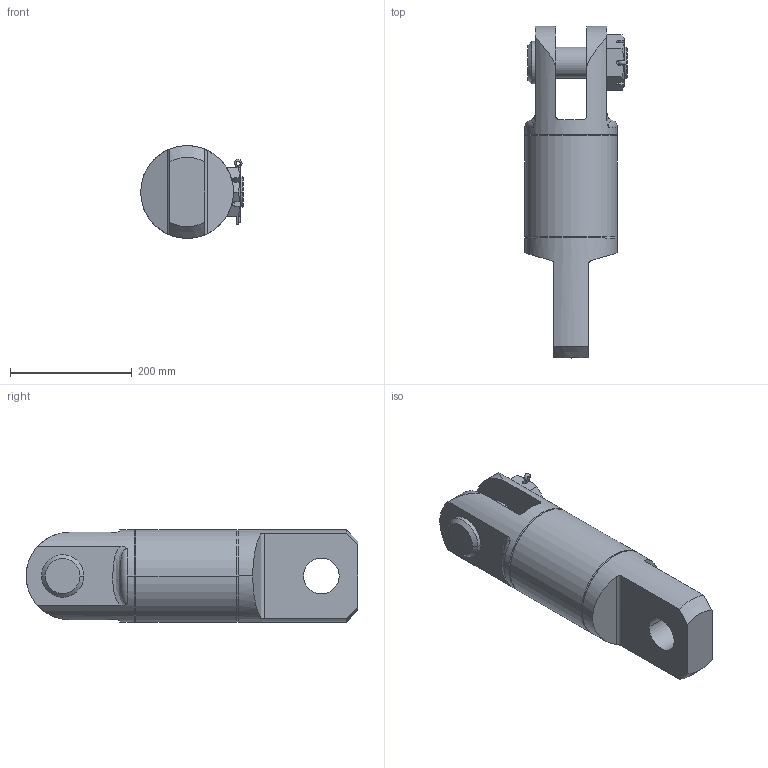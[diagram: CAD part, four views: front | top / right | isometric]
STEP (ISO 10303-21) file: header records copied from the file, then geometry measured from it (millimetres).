
FILE_DESCRIPTION((''),'2;1');
FILE_NAME('CROSBY_25-S-3_298136','2004-03-08T',('adoughty'),('The Crosby Group, Inc.'),'PRO/ENGINEER BY PARAMETRIC TECHNOLOGY CORPORATION, 2001150','PRO/ENGINEER BY PARAMETRIC TECHNOLOGY CORPORATION, 2001150','');
FILE_SCHEMA(('CONFIG_CONTROL_DESIGN'));
Length unit declared in the file: inch
Products named in the file (1): CROSBY_25-S-3_298136
Bounding box: 168.4 x 546.1 x 152.4 mm (x, y, z)
Volume: 6860100.6 mm3; surface area: 342236.2 mm2
Topology: 2 solids, 2 shells, 102 faces, 262 edges, 168 vertices
Faces by surface type: plane 42, cylinder 37, cone 12, torus 8, bspline 3
Entity records: 3997 total; most frequent: CARTESIAN_POINT 1525, ORIENTED_EDGE 524, DIRECTION 482, EDGE_CURVE 262, AXIS2_PLACEMENT_3D 183, VERTEX_POINT 168, VECTOR 116, LINE 116
